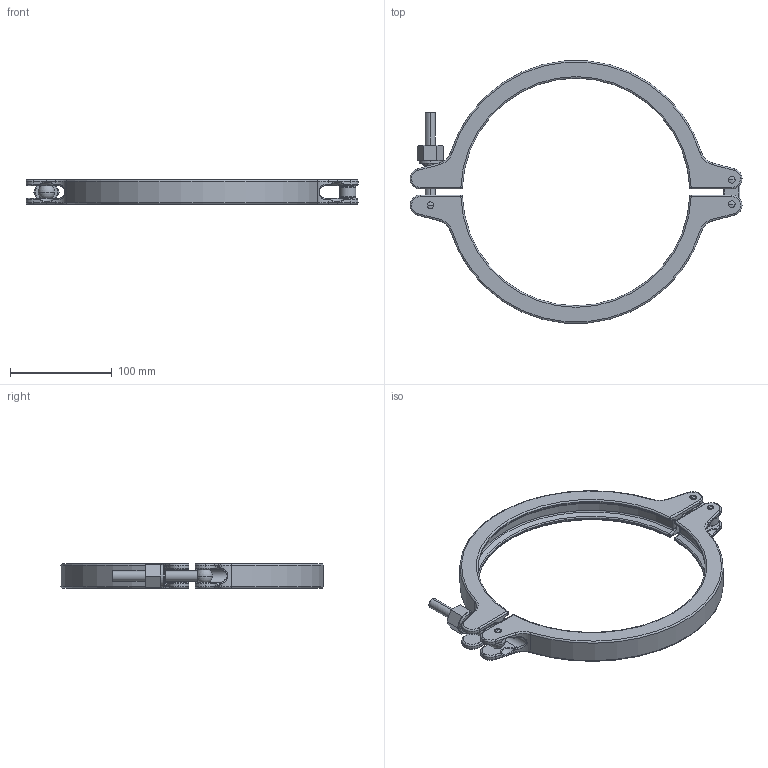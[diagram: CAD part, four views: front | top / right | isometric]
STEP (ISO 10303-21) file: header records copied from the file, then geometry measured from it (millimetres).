
FILE_DESCRIPTION (( 'STEP AP214' ), '1' );
FILE_NAME ('CL.SHX.0858 BLOCK.STEP', '2019-09-30T15:12:19', ( '' ), ( '' ), 'SwSTEP 2.0', 'SolidWorks 2019', '' );
FILE_SCHEMA (( 'AUTOMOTIVE_DESIGN' ));
Length unit declared in the file: millimetre
Products named in the file (1): CL.SHX.0858 BLOCK
Bounding box: 326 x 257.58 x 25.3 mm (x, y, z)
Volume: 296816.5 mm3; surface area: 89812.6 mm2
Topology: 3 solids, 5 shells, 407 faces, 951 edges, 533 vertices
Faces by surface type: cylinder 128, torus 98, plane 64, bspline 64, sphere 42, cone 11
Entity records: 14333 total; most frequent: CARTESIAN_POINT 5378, DIRECTION 1979, ORIENTED_EDGE 1824, EDGE_CURVE 912, AXIS2_PLACEMENT_3D 871, VERTEX_POINT 530, CIRCLE 527, EDGE_LOOP 436
